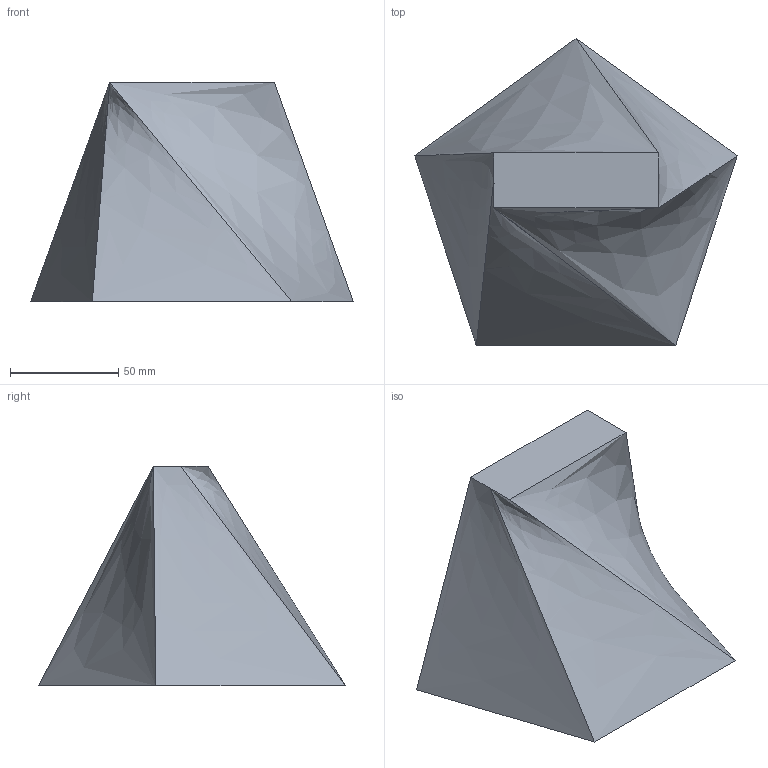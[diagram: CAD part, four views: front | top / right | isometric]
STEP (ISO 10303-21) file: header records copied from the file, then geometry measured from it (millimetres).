
FILE_DESCRIPTION( ( '' ), ' ' );
FILE_NAME( '5c7fe906d39c101b6040b63d.step', '2019-03-06T15:36:39', ( '' ), ( '' ), ' ', ' ', ' ' );
FILE_SCHEMA( ( 'AUTOMOTIVE_DESIGN { 1 0 10303 214 1 1 1 1 }' ) );
Length unit declared in the file: metre
Products named in the file (1): Part 1
Bounding box: 149.3 x 141.99 x 101.6 mm (x, y, z)
Volume: 682274.8 mm3; surface area: 51251.3 mm2
Topology: 1 solids, 1 shells, 7 faces, 15 edges, 10 vertices
Faces by surface type: bspline 5, plane 2
Entity records: 276 total; most frequent: CARTESIAN_POINT 73, ORIENTED_EDGE 30, DIRECTION 16, EDGE_CURVE 15, VERTEX_POINT 10, LINE 10, VECTOR 10, STYLED_ITEM 7
